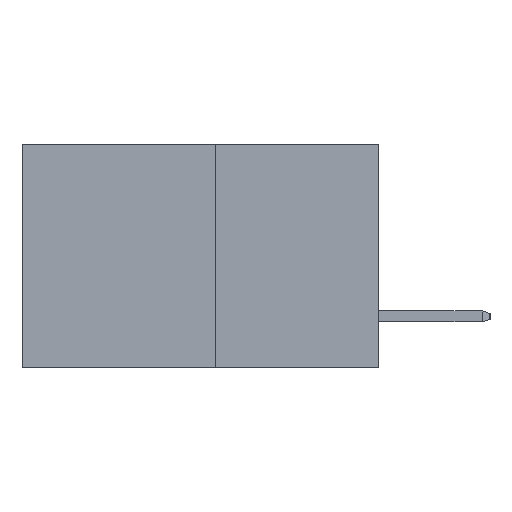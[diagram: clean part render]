
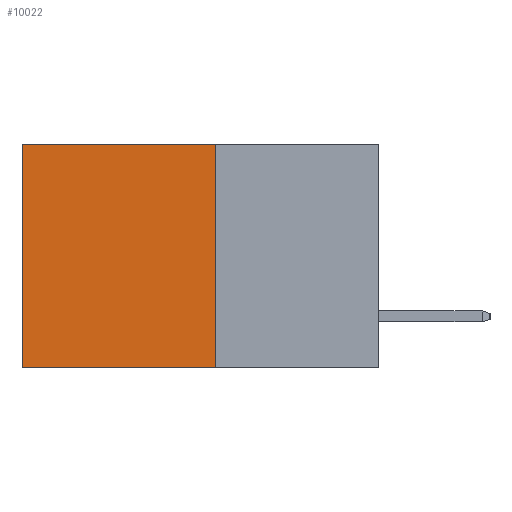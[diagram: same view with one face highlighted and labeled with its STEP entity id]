
A CAD part, left-side view. The second image highlights one B-rep face of the part: STEP entity #10022.
In plain terms, the highlighted planar face has unit normal (-1, 0, 0).
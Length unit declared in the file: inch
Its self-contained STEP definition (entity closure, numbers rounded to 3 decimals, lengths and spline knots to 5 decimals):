
#383 = CARTESIAN_POINT ( 'NONE',  ( 0.277, 0.27, -0.37 ) ) ;
#707 = CARTESIAN_POINT ( 'NONE',  ( 0.277, 0.27, -0.37 ) ) ;
#765 = FACE_OUTER_BOUND ( 'NONE', #7973, .T. ) ;
#1124 = VERTEX_POINT ( 'NONE', #7998 ) ;
#1798 = EDGE_CURVE ( 'NONE', #8815, #10841, #1862, .T. ) ;
#1862 = LINE ( 'NONE', #3380, #12262 ) ;
#2435 = DIRECTION ( 'NONE',  ( 0., 0., -1. ) ) ;
#3126 = CARTESIAN_POINT ( 'NONE',  ( 0.277, 0.27, -0.37 ) ) ;
#3380 = CARTESIAN_POINT ( 'NONE',  ( 0.277, 0.27, 0. ) ) ;
#3390 = LINE ( 'NONE', #9507, #8395 ) ;
#4175 = DIRECTION ( 'NONE',  ( 0., 0., -1. ) ) ;
#4214 = LINE ( 'NONE', #6492, #11654 ) ;
#5995 = ORIENTED_EDGE ( 'NONE', *, *, #10623, .T. ) ;
#6038 = VERTEX_POINT ( 'NONE', #707 ) ;
#6492 = CARTESIAN_POINT ( 'NONE',  ( 0.277, 0.59, -0.37 ) ) ;
#6844 = CARTESIAN_POINT ( 'NONE',  ( 0.277, 0.59, 0. ) ) ;
#7396 = DIRECTION ( 'NONE',  ( 0., 1., 0. ) ) ;
#7496 = VECTOR ( 'NONE', #8373, 39.37008 ) ;
#7836 = ORIENTED_EDGE ( 'NONE', *, *, #1798, .T. ) ;
#7973 = EDGE_LOOP ( 'NONE', ( #5995, #11948, #10168, #7836 ) ) ;
#7998 = CARTESIAN_POINT ( 'NONE',  ( 0.277, 0.59, -0.37 ) ) ;
#8005 = CARTESIAN_POINT ( 'NONE',  ( 0.277, 0.27, 0. ) ) ;
#8105 = PLANE ( 'NONE',  #11255 ) ;
#8124 = LINE ( 'NONE', #383, #7496 ) ;
#8373 = DIRECTION ( 'NONE',  ( 0., 1., 0. ) ) ;
#8395 = VECTOR ( 'NONE', #11448, 39.37008 ) ;
#8815 = VERTEX_POINT ( 'NONE', #8005 ) ;
#9507 = CARTESIAN_POINT ( 'NONE',  ( 0.277, 0.27, -0.37 ) ) ;
#10019 = DIRECTION ( 'NONE',  ( 1., 0., 0. ) ) ;
#10022 = ADVANCED_FACE ( 'NONE', ( #765 ), #8105, .F. ) ;
#10168 = ORIENTED_EDGE ( 'NONE', *, *, #11354, .F. ) ;
#10550 = EDGE_CURVE ( 'NONE', #6038, #1124, #8124, .T. ) ;
#10623 = EDGE_CURVE ( 'NONE', #10841, #1124, #4214, .T. ) ;
#10841 = VERTEX_POINT ( 'NONE', #6844 ) ;
#11255 = AXIS2_PLACEMENT_3D ( 'NONE', #3126, #10019, #4175 ) ;
#11354 = EDGE_CURVE ( 'NONE', #8815, #6038, #3390, .T. ) ;
#11448 = DIRECTION ( 'NONE',  ( 0., 0., -1. ) ) ;
#11654 = VECTOR ( 'NONE', #2435, 39.37008 ) ;
#11948 = ORIENTED_EDGE ( 'NONE', *, *, #10550, .F. ) ;
#12262 = VECTOR ( 'NONE', #7396, 39.37008 ) ;
